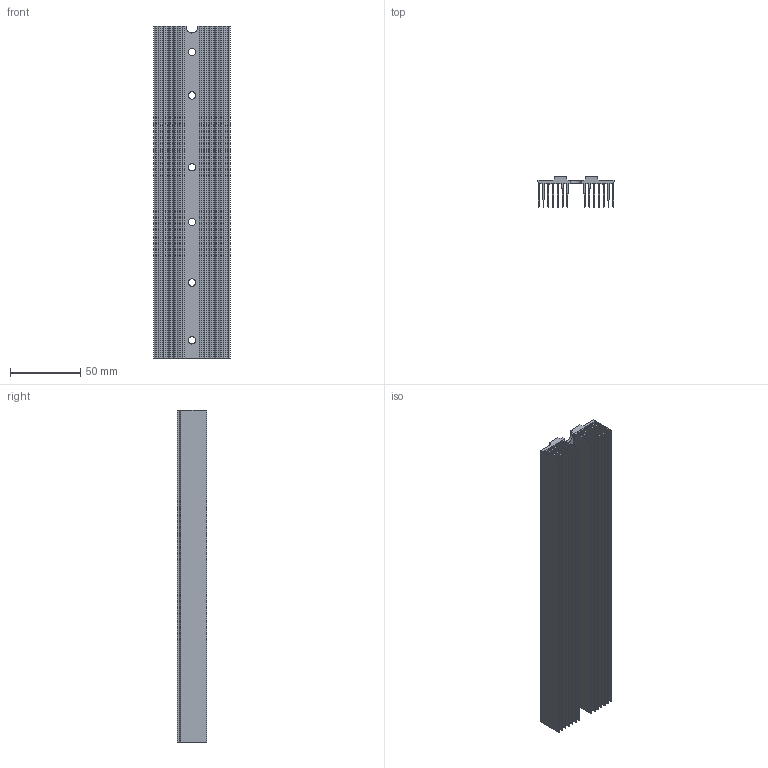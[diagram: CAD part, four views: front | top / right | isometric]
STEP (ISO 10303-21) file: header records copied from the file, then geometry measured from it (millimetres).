
FILE_DESCRIPTION((''),'2;1');
FILE_NAME('BAH0202V3_1','2018-06-14T',('bin'),(''),'CREO PARAMETRIC BY PTC INC, 2014350','CREO PARAMETRIC BY PTC INC, 2014350','');
FILE_SCHEMA(('CONFIG_CONTROL_DESIGN'));
Length unit declared in the file: millimetre
Products named in the file (1): BAH0202V3_1
Bounding box: 54.05 x 21.15 x 236 mm (x, y, z)
Volume: 80235.9 mm3; surface area: 135397.1 mm2
Topology: 1 solids, 1 shells, 112 faces, 330 edges, 220 vertices
Faces by surface type: plane 59, cylinder 53
Entity records: 3850 total; most frequent: CARTESIAN_POINT 662, DIRECTION 660, ORIENTED_EDGE 660, EDGE_CURVE 330, VECTOR 224, LINE 224, VERTEX_POINT 220, AXIS2_PLACEMENT_3D 218
